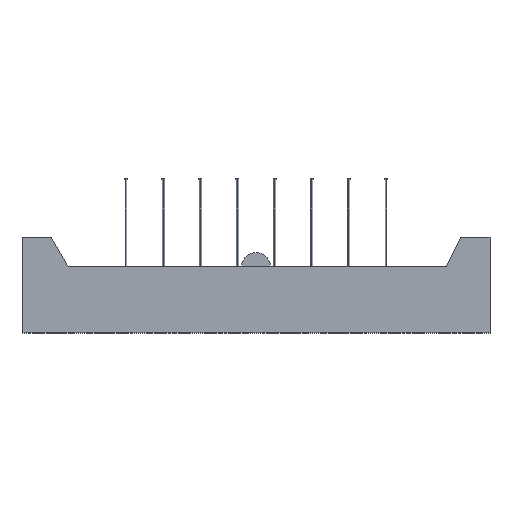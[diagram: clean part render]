
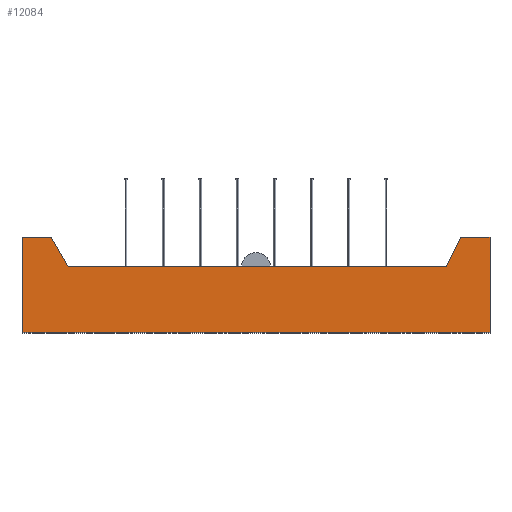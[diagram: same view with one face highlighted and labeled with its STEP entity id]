
A CAD part, top view. The second image highlights one B-rep face of the part: STEP entity #12084.
In plain terms, the highlighted planar face has unit normal (0, 0, 1).
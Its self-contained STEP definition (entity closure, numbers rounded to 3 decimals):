
#58 = LINE ( 'NONE', #10204, #10871 ) ;
#75 = VECTOR ( 'NONE', #7745, 1000. ) ;
#79 = CARTESIAN_POINT ( 'NONE',  ( 0., 6.5, 0. ) ) ;
#263 = LINE ( 'NONE', #6928, #6562 ) ;
#395 = CARTESIAN_POINT ( 'NONE',  ( 29., 4.5, 0. ) ) ;
#490 = DIRECTION ( 'NONE',  ( 0., -1., 0. ) ) ;
#601 = CARTESIAN_POINT ( 'NONE',  ( 0., 0., 0. ) ) ;
#756 = VECTOR ( 'NONE', #6948, 1000. ) ;
#762 = DIRECTION ( 'NONE',  ( 0., 0., -1. ) ) ;
#1007 = ORIENTED_EDGE ( 'NONE', *, *, #5000, .F. ) ;
#1139 = ORIENTED_EDGE ( 'NONE', *, *, #10038, .F. ) ;
#1426 = ORIENTED_EDGE ( 'NONE', *, *, #4262, .T. ) ;
#1803 = DIRECTION ( 'NONE',  ( 0.498, -0.867, 0. ) ) ;
#2130 = VERTEX_POINT ( 'NONE', #2310 ) ;
#2310 = CARTESIAN_POINT ( 'NONE',  ( 2., 6.5, 0. ) ) ;
#2985 = ORIENTED_EDGE ( 'NONE', *, *, #4622, .T. ) ;
#3276 = DIRECTION ( 'NONE',  ( 1., 0., 0. ) ) ;
#3326 = EDGE_CURVE ( 'NONE', #10859, #4975, #263, .T. ) ;
#3500 = CARTESIAN_POINT ( 'NONE',  ( 3.15, 4.5, 0. ) ) ;
#4262 = EDGE_CURVE ( 'NONE', #10982, #9662, #7782, .T. ) ;
#4409 = CARTESIAN_POINT ( 'NONE',  ( 29., 4.5, 0. ) ) ;
#4515 = CARTESIAN_POINT ( 'NONE',  ( 0., 6.5, 0. ) ) ;
#4616 = EDGE_CURVE ( 'NONE', #2130, #10859, #10565, .T. ) ;
#4622 = EDGE_CURVE ( 'NONE', #12295, #10982, #6358, .T. ) ;
#4697 = DIRECTION ( 'NONE',  ( -1., 0., 0. ) ) ;
#4718 = CARTESIAN_POINT ( 'NONE',  ( 0., 6.5, 0. ) ) ;
#4759 = DIRECTION ( 'NONE',  ( 1., 0., 0. ) ) ;
#4839 = VECTOR ( 'NONE', #5816, 1000. ) ;
#4975 = VERTEX_POINT ( 'NONE', #4409 ) ;
#5000 = EDGE_CURVE ( 'NONE', #12295, #2130, #7308, .T. ) ;
#5181 = ORIENTED_EDGE ( 'NONE', *, *, #4616, .F. ) ;
#5652 = PLANE ( 'NONE',  #9133 ) ;
#5816 = DIRECTION ( 'NONE',  ( 1., 0., 0. ) ) ;
#5974 = VERTEX_POINT ( 'NONE', #9894 ) ;
#6358 = LINE ( 'NONE', #4718, #75 ) ;
#6395 = CARTESIAN_POINT ( 'NONE',  ( 0., 6.5, 0. ) ) ;
#6532 = VECTOR ( 'NONE', #12404, 1000. ) ;
#6536 = CARTESIAN_POINT ( 'NONE',  ( 32., 6.5, 0. ) ) ;
#6562 = VECTOR ( 'NONE', #4759, 1000. ) ;
#6928 = CARTESIAN_POINT ( 'NONE',  ( 29., 4.5, 0. ) ) ;
#6948 = DIRECTION ( 'NONE',  ( 1., 0., 0. ) ) ;
#6991 = VECTOR ( 'NONE', #1803, 1000. ) ;
#7052 = ORIENTED_EDGE ( 'NONE', *, *, #3326, .F. ) ;
#7276 = EDGE_CURVE ( 'NONE', #4975, #5974, #7906, .T. ) ;
#7308 = LINE ( 'NONE', #6395, #11344 ) ;
#7745 = DIRECTION ( 'NONE',  ( 0., -1., 0. ) ) ;
#7782 = LINE ( 'NONE', #8765, #4839 ) ;
#7846 = FACE_OUTER_BOUND ( 'NONE', #10475, .T. ) ;
#7906 = LINE ( 'NONE', #395, #6532 ) ;
#8307 = EDGE_CURVE ( 'NONE', #9267, #9662, #58, .T. ) ;
#8765 = CARTESIAN_POINT ( 'NONE',  ( 0., 0., 0. ) ) ;
#9086 = LINE ( 'NONE', #79, #756 ) ;
#9133 = AXIS2_PLACEMENT_3D ( 'NONE', #12620, #762, #4697 ) ;
#9267 = VERTEX_POINT ( 'NONE', #6536 ) ;
#9301 = CARTESIAN_POINT ( 'NONE',  ( 32., 0., 0. ) ) ;
#9662 = VERTEX_POINT ( 'NONE', #9301 ) ;
#9894 = CARTESIAN_POINT ( 'NONE',  ( 30., 6.5, 0. ) ) ;
#10038 = EDGE_CURVE ( 'NONE', #5974, #9267, #9086, .T. ) ;
#10204 = CARTESIAN_POINT ( 'NONE',  ( 32., 6.5, 0. ) ) ;
#10475 = EDGE_LOOP ( 'NONE', ( #1139, #12741, #7052, #5181, #1007, #2985, #1426, #12486 ) ) ;
#10565 = LINE ( 'NONE', #12546, #6991 ) ;
#10859 = VERTEX_POINT ( 'NONE', #3500 ) ;
#10871 = VECTOR ( 'NONE', #490, 1000. ) ;
#10982 = VERTEX_POINT ( 'NONE', #601 ) ;
#11344 = VECTOR ( 'NONE', #3276, 1000. ) ;
#12084 = ADVANCED_FACE ( 'NONE', ( #7846 ), #5652, .F. ) ;
#12295 = VERTEX_POINT ( 'NONE', #4515 ) ;
#12404 = DIRECTION ( 'NONE',  ( 0.447, 0.894, 0. ) ) ;
#12486 = ORIENTED_EDGE ( 'NONE', *, *, #8307, .F. ) ;
#12546 = CARTESIAN_POINT ( 'NONE',  ( 2., 6.5, 0. ) ) ;
#12620 = CARTESIAN_POINT ( 'NONE',  ( 0., 6.5, 0. ) ) ;
#12741 = ORIENTED_EDGE ( 'NONE', *, *, #7276, .F. ) ;
